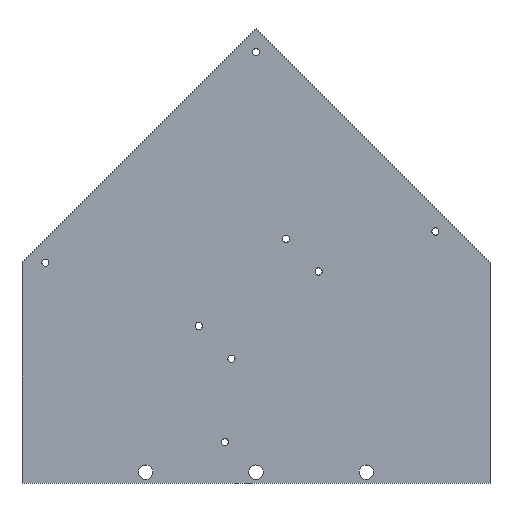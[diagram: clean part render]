
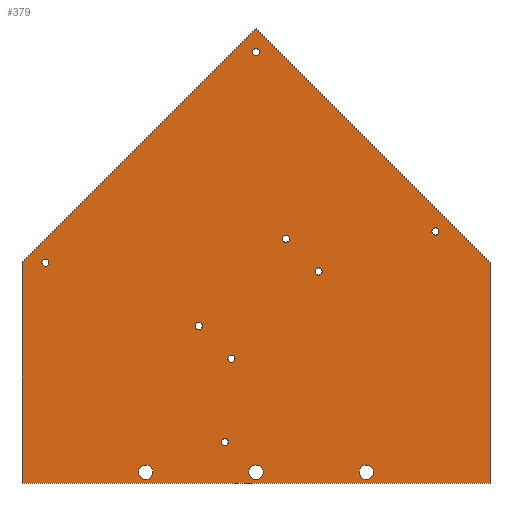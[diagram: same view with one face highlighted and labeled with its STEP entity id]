
A CAD part, top view. The second image highlights one B-rep face of the part: STEP entity #379.
In plain terms, the highlighted planar face has unit normal (0, 0, 1).
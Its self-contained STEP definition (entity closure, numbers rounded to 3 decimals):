
#15=FACE_BOUND('',#79,.T.);
#16=FACE_BOUND('',#80,.T.);
#17=FACE_BOUND('',#81,.T.);
#18=FACE_BOUND('',#82,.T.);
#19=FACE_BOUND('',#83,.T.);
#20=FACE_BOUND('',#84,.T.);
#21=FACE_BOUND('',#85,.T.);
#22=FACE_BOUND('',#86,.T.);
#23=FACE_BOUND('',#87,.T.);
#24=FACE_BOUND('',#88,.T.);
#25=FACE_BOUND('',#89,.T.);
#42=PLANE('',#442);
#60=FACE_OUTER_BOUND('',#78,.T.);
#78=EDGE_LOOP('',(#320,#321,#322,#323,#324));
#79=EDGE_LOOP('',(#325));
#80=EDGE_LOOP('',(#326));
#81=EDGE_LOOP('',(#327));
#82=EDGE_LOOP('',(#328));
#83=EDGE_LOOP('',(#329));
#84=EDGE_LOOP('',(#330));
#85=EDGE_LOOP('',(#331));
#86=EDGE_LOOP('',(#332));
#87=EDGE_LOOP('',(#333));
#88=EDGE_LOOP('',(#334));
#89=EDGE_LOOP('',(#335));
#115=LINE('',#626,#141);
#118=LINE('',#632,#144);
#121=LINE('',#638,#147);
#124=LINE('',#644,#150);
#127=LINE('',#648,#153);
#141=VECTOR('',#527,10.);
#144=VECTOR('',#532,10.);
#147=VECTOR('',#537,10.);
#150=VECTOR('',#542,10.);
#153=VECTOR('',#547,10.);
#155=CIRCLE('',#406,1.621);
#157=CIRCLE('',#409,1.621);
#159=CIRCLE('',#412,1.621);
#161=CIRCLE('',#415,1.621);
#162=CIRCLE('',#417,3.3);
#164=CIRCLE('',#420,3.3);
#166=CIRCLE('',#423,3.3);
#168=CIRCLE('',#426,1.621);
#170=CIRCLE('',#429,1.621);
#172=CIRCLE('',#432,1.621);
#174=CIRCLE('',#435,1.621);
#177=VERTEX_POINT('',#556);
#179=VERTEX_POINT('',#562);
#181=VERTEX_POINT('',#568);
#183=VERTEX_POINT('',#574);
#184=VERTEX_POINT('',#578);
#186=VERTEX_POINT('',#584);
#188=VERTEX_POINT('',#590);
#190=VERTEX_POINT('',#596);
#192=VERTEX_POINT('',#602);
#194=VERTEX_POINT('',#608);
#196=VERTEX_POINT('',#614);
#200=VERTEX_POINT('',#623);
#201=VERTEX_POINT('',#625);
#203=VERTEX_POINT('',#631);
#205=VERTEX_POINT('',#637);
#207=VERTEX_POINT('',#643);
#210=EDGE_CURVE('',#177,#177,#155,.T.);
#213=EDGE_CURVE('',#179,#179,#157,.T.);
#216=EDGE_CURVE('',#181,#181,#159,.T.);
#219=EDGE_CURVE('',#183,#183,#161,.T.);
#220=EDGE_CURVE('',#184,#184,#162,.T.);
#223=EDGE_CURVE('',#186,#186,#164,.T.);
#226=EDGE_CURVE('',#188,#188,#166,.T.);
#229=EDGE_CURVE('',#190,#190,#168,.T.);
#232=EDGE_CURVE('',#192,#192,#170,.T.);
#235=EDGE_CURVE('',#194,#194,#172,.T.);
#238=EDGE_CURVE('',#196,#196,#174,.T.);
#243=EDGE_CURVE('',#201,#200,#115,.T.);
#246=EDGE_CURVE('',#203,#201,#118,.T.);
#249=EDGE_CURVE('',#205,#203,#121,.T.);
#252=EDGE_CURVE('',#207,#205,#124,.T.);
#255=EDGE_CURVE('',#200,#207,#127,.T.);
#320=ORIENTED_EDGE('',*,*,#255,.T.);
#321=ORIENTED_EDGE('',*,*,#252,.T.);
#322=ORIENTED_EDGE('',*,*,#249,.T.);
#323=ORIENTED_EDGE('',*,*,#246,.T.);
#324=ORIENTED_EDGE('',*,*,#243,.T.);
#325=ORIENTED_EDGE('',*,*,#210,.T.);
#326=ORIENTED_EDGE('',*,*,#213,.T.);
#327=ORIENTED_EDGE('',*,*,#216,.T.);
#328=ORIENTED_EDGE('',*,*,#219,.T.);
#329=ORIENTED_EDGE('',*,*,#220,.T.);
#330=ORIENTED_EDGE('',*,*,#223,.T.);
#331=ORIENTED_EDGE('',*,*,#226,.T.);
#332=ORIENTED_EDGE('',*,*,#229,.T.);
#333=ORIENTED_EDGE('',*,*,#232,.T.);
#334=ORIENTED_EDGE('',*,*,#235,.T.);
#335=ORIENTED_EDGE('',*,*,#238,.T.);
#379=ADVANCED_FACE('',(#60,#15,#16,#17,#18,#19,#20,#21,#22,#23,#24,#25),
#42,.T.);
#406=AXIS2_PLACEMENT_3D('',#558,#451,#452);
#409=AXIS2_PLACEMENT_3D('',#564,#458,#459);
#412=AXIS2_PLACEMENT_3D('',#570,#465,#466);
#415=AXIS2_PLACEMENT_3D('',#576,#472,#473);
#417=AXIS2_PLACEMENT_3D('',#579,#476,#477);
#420=AXIS2_PLACEMENT_3D('',#585,#483,#484);
#423=AXIS2_PLACEMENT_3D('',#591,#490,#491);
#426=AXIS2_PLACEMENT_3D('',#597,#497,#498);
#429=AXIS2_PLACEMENT_3D('',#603,#504,#505);
#432=AXIS2_PLACEMENT_3D('',#609,#511,#512);
#435=AXIS2_PLACEMENT_3D('',#615,#518,#519);
#442=AXIS2_PLACEMENT_3D('',#649,#548,#549);
#451=DIRECTION('center_axis',(0.,0.,-1.));
#452=DIRECTION('ref_axis',(-1.,0.,0.));
#458=DIRECTION('center_axis',(0.,0.,-1.));
#459=DIRECTION('ref_axis',(-1.,0.,0.));
#465=DIRECTION('center_axis',(0.,0.,-1.));
#466=DIRECTION('ref_axis',(-1.,0.,0.));
#472=DIRECTION('center_axis',(0.,0.,-1.));
#473=DIRECTION('ref_axis',(-1.,0.,0.));
#476=DIRECTION('center_axis',(0.,0.,-1.));
#477=DIRECTION('ref_axis',(1.,0.,0.));
#483=DIRECTION('center_axis',(0.,0.,-1.));
#484=DIRECTION('ref_axis',(1.,0.,0.));
#490=DIRECTION('center_axis',(0.,0.,-1.));
#491=DIRECTION('ref_axis',(1.,0.,0.));
#497=DIRECTION('center_axis',(0.,0.,-1.));
#498=DIRECTION('ref_axis',(1.,0.,0.));
#504=DIRECTION('center_axis',(0.,0.,-1.));
#505=DIRECTION('ref_axis',(1.,0.,0.));
#511=DIRECTION('center_axis',(0.,0.,-1.));
#512=DIRECTION('ref_axis',(1.,0.,0.));
#518=DIRECTION('center_axis',(0.,0.,-1.));
#519=DIRECTION('ref_axis',(1.,0.,0.));
#527=DIRECTION('',(0.,-1.,0.));
#532=DIRECTION('',(-0.707,-0.707,0.));
#537=DIRECTION('',(-0.707,0.707,0.));
#542=DIRECTION('',(0.,1.,0.));
#547=DIRECTION('',(1.,0.,0.));
#548=DIRECTION('center_axis',(0.,0.,1.));
#549=DIRECTION('ref_axis',(1.,0.,0.));
#556=CARTESIAN_POINT('',(-12.521,18.683,5.));
#558=CARTESIAN_POINT('Origin',(-14.142,18.683,5.));
#562=CARTESIAN_POINT('',(1.621,195.459,5.));
#564=CARTESIAN_POINT('Origin',(0.,195.459,5.));
#568=CARTESIAN_POINT('',(82.938,114.142,5.));
#570=CARTESIAN_POINT('Origin',(81.317,114.142,5.));
#574=CARTESIAN_POINT('',(-93.838,100.,5.));
#576=CARTESIAN_POINT('Origin',(-95.459,100.,5.));
#578=CARTESIAN_POINT('',(-3.3,5.,5.));
#579=CARTESIAN_POINT('Origin',(0.,5.,5.));
#584=CARTESIAN_POINT('',(-53.3,5.,5.));
#585=CARTESIAN_POINT('Origin',(-50.,5.,5.));
#590=CARTESIAN_POINT('',(46.7,5.,5.));
#591=CARTESIAN_POINT('Origin',(50.,5.,5.));
#596=CARTESIAN_POINT('',(-12.756,56.482,5.));
#597=CARTESIAN_POINT('Origin',(-11.135,56.482,5.));
#602=CARTESIAN_POINT('',(-27.574,71.299,5.));
#603=CARTESIAN_POINT('Origin',(-25.953,71.299,5.));
#608=CARTESIAN_POINT('',(11.939,110.812,5.));
#609=CARTESIAN_POINT('Origin',(13.56,110.812,5.));
#614=CARTESIAN_POINT('',(26.757,95.995,5.));
#615=CARTESIAN_POINT('Origin',(28.378,95.995,5.));
#623=CARTESIAN_POINT('',(-106.066,0.,5.));
#625=CARTESIAN_POINT('',(-106.066,100.,5.));
#626=CARTESIAN_POINT('',(-106.066,100.,5.));
#631=CARTESIAN_POINT('',(0.,206.066,5.));
#632=CARTESIAN_POINT('',(0.,206.066,5.));
#637=CARTESIAN_POINT('',(106.066,100.,5.));
#638=CARTESIAN_POINT('',(106.066,100.,5.));
#643=CARTESIAN_POINT('',(106.066,0.,5.));
#644=CARTESIAN_POINT('',(106.066,0.,5.));
#648=CARTESIAN_POINT('',(-106.066,0.,5.));
#649=CARTESIAN_POINT('Origin',(0.,103.033,5.));
